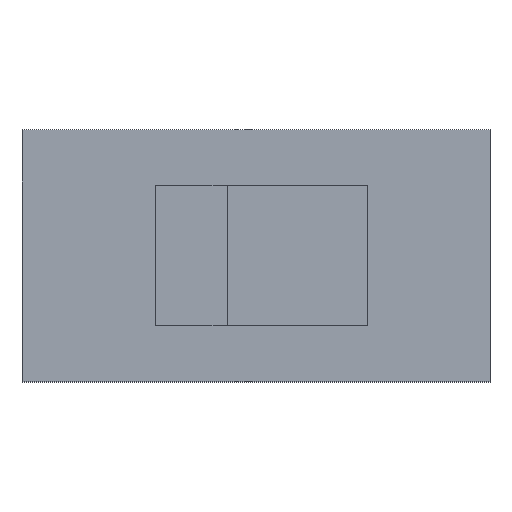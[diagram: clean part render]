
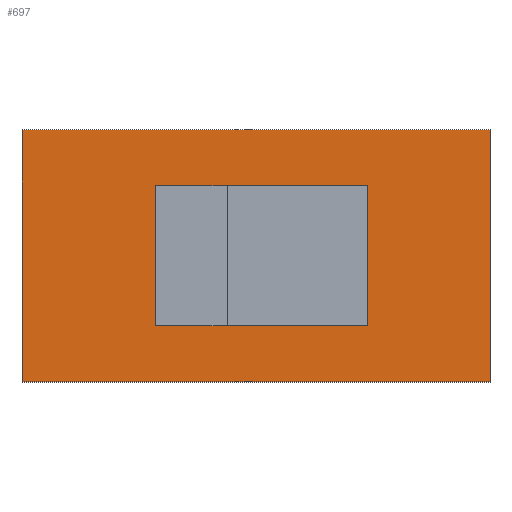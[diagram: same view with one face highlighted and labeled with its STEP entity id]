
A CAD part, top view. The second image highlights one B-rep face of the part: STEP entity #697.
In plain terms, the highlighted planar face has unit normal (0, 0, 1).
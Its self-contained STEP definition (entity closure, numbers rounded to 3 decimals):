
#342 = VERTEX_POINT('',#343);
#343 = CARTESIAN_POINT('',(-6.5,3.5,6.5));
#349 = EDGE_CURVE('',#342,#350,#352,.T.);
#350 = VERTEX_POINT('',#351);
#351 = CARTESIAN_POINT('',(6.5,3.5,6.5));
#352 = LINE('',#353,#354);
#353 = CARTESIAN_POINT('',(-6.5,3.5,6.5));
#354 = VECTOR('',#355,1.);
#355 = DIRECTION('',(1.,0.,0.));
#373 = VERTEX_POINT('',#374);
#374 = CARTESIAN_POINT('',(-6.5,-3.5,6.5));
#380 = EDGE_CURVE('',#373,#342,#381,.T.);
#381 = LINE('',#382,#383);
#382 = CARTESIAN_POINT('',(-6.5,-3.5,6.5));
#383 = VECTOR('',#384,1.);
#384 = DIRECTION('',(0.,1.,0.));
#397 = EDGE_CURVE('',#350,#398,#400,.T.);
#398 = VERTEX_POINT('',#399);
#399 = CARTESIAN_POINT('',(6.5,-3.5,6.5));
#400 = LINE('',#401,#402);
#401 = CARTESIAN_POINT('',(6.5,3.5,6.5));
#402 = VECTOR('',#403,1.);
#403 = DIRECTION('',(0.,-1.,0.));
#421 = EDGE_CURVE('',#398,#373,#422,.T.);
#422 = LINE('',#423,#424);
#423 = CARTESIAN_POINT('',(6.5,-3.5,6.5));
#424 = VECTOR('',#425,1.);
#425 = DIRECTION('',(-1.,0.,0.));
#697 = ADVANCED_FACE('',(#698,#704),#754,.T.);
#698 = FACE_BOUND('',#699,.T.);
#699 = EDGE_LOOP('',(#700,#701,#702,#703));
#700 = ORIENTED_EDGE('',*,*,#349,.F.);
#701 = ORIENTED_EDGE('',*,*,#380,.F.);
#702 = ORIENTED_EDGE('',*,*,#421,.F.);
#703 = ORIENTED_EDGE('',*,*,#397,.F.);
#704 = FACE_BOUND('',#705,.T.);
#705 = EDGE_LOOP('',(#706,#716,#724,#732,#740,#748));
#706 = ORIENTED_EDGE('',*,*,#707,.T.);
#707 = EDGE_CURVE('',#708,#710,#712,.T.);
#708 = VERTEX_POINT('',#709);
#709 = CARTESIAN_POINT('',(3.1,-1.95,6.5));
#710 = VERTEX_POINT('',#711);
#711 = CARTESIAN_POINT('',(-0.8,-1.95,6.5));
#712 = LINE('',#713,#714);
#713 = CARTESIAN_POINT('',(3.1,-1.95,6.5));
#714 = VECTOR('',#715,1.);
#715 = DIRECTION('',(-1.,0.,0.));
#716 = ORIENTED_EDGE('',*,*,#717,.T.);
#717 = EDGE_CURVE('',#710,#718,#720,.T.);
#718 = VERTEX_POINT('',#719);
#719 = CARTESIAN_POINT('',(-2.8,-1.95,6.5));
#720 = LINE('',#721,#722);
#721 = CARTESIAN_POINT('',(-0.8,-1.95,6.5));
#722 = VECTOR('',#723,1.);
#723 = DIRECTION('',(-1.,0.,0.));
#724 = ORIENTED_EDGE('',*,*,#725,.T.);
#725 = EDGE_CURVE('',#718,#726,#728,.T.);
#726 = VERTEX_POINT('',#727);
#727 = CARTESIAN_POINT('',(-2.8,1.95,6.5));
#728 = LINE('',#729,#730);
#729 = CARTESIAN_POINT('',(-2.8,-1.95,6.5));
#730 = VECTOR('',#731,1.);
#731 = DIRECTION('',(0.,1.,0.));
#732 = ORIENTED_EDGE('',*,*,#733,.T.);
#733 = EDGE_CURVE('',#726,#734,#736,.T.);
#734 = VERTEX_POINT('',#735);
#735 = CARTESIAN_POINT('',(-0.8,1.95,6.5));
#736 = LINE('',#737,#738);
#737 = CARTESIAN_POINT('',(-2.8,1.95,6.5));
#738 = VECTOR('',#739,1.);
#739 = DIRECTION('',(1.,0.,0.));
#740 = ORIENTED_EDGE('',*,*,#741,.T.);
#741 = EDGE_CURVE('',#734,#742,#744,.T.);
#742 = VERTEX_POINT('',#743);
#743 = CARTESIAN_POINT('',(3.1,1.95,6.5));
#744 = LINE('',#745,#746);
#745 = CARTESIAN_POINT('',(-0.8,1.95,6.5));
#746 = VECTOR('',#747,1.);
#747 = DIRECTION('',(1.,0.,0.));
#748 = ORIENTED_EDGE('',*,*,#749,.T.);
#749 = EDGE_CURVE('',#742,#708,#750,.T.);
#750 = LINE('',#751,#752);
#751 = CARTESIAN_POINT('',(3.1,1.95,6.5));
#752 = VECTOR('',#753,1.);
#753 = DIRECTION('',(0.,-1.,0.));
#754 = PLANE('',#755);
#755 = AXIS2_PLACEMENT_3D('',#756,#757,#758);
#756 = CARTESIAN_POINT('',(0.,0.,6.5));
#757 = DIRECTION('',(0.,0.,1.));
#758 = DIRECTION('',(1.,0.,0.));
